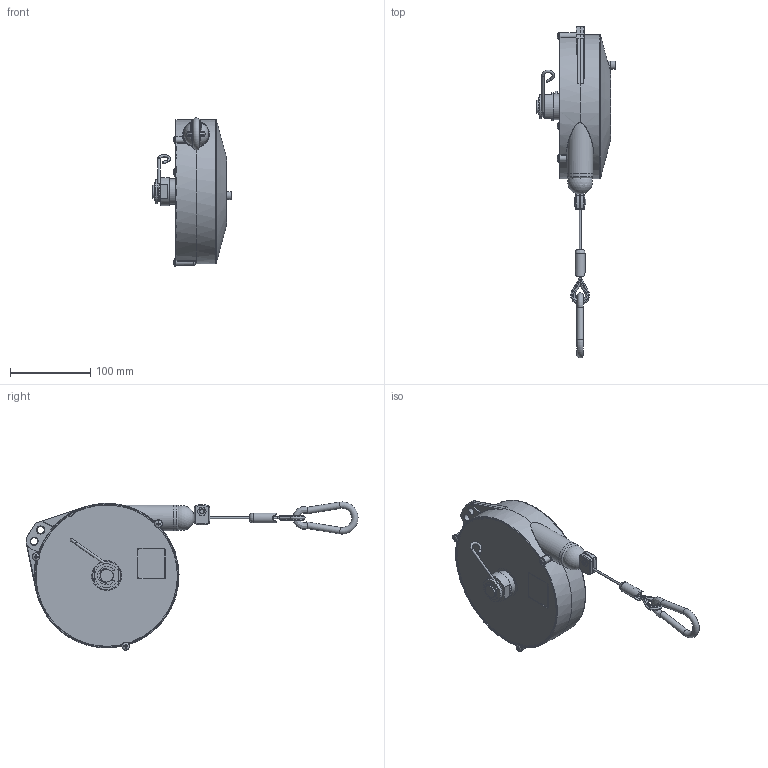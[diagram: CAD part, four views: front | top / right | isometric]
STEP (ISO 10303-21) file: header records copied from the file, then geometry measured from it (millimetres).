
FILE_DESCRIPTION( ( 'Unknown' ), '1' );
FILE_NAME( '9346-47-48-49-50.stp', 'Unknown', ( 'Unknown' ), ( 'Unknown' ), 'PSStep 11.0', 'Unknown', ' ' );
FILE_SCHEMA( ( 'AUTOMOTIVE_DESIGN { 1 0 10303 214 1 1 1 1 }' ) );
Length unit declared in the file: millimetre
Products named in the file (27): 1; 2; 3; 4; 5; 6; 7; 8; 9; 10; 11; 12; 13; 14; 15; 16; 17; 18; 19; 20; 21; 22; 23; 24; 25; 26; 27
Bounding box: 98.2 x 413.09 x 184.41 mm (x, y, z)
Surface area: 146679 mm2 (no closed solid volume)
Topology: 0 solids, 367 shells, 367 faces, 1759 edges, 1689 vertices
Faces by surface type: plane 168, cylinder 88, torus 51, bspline 34, cone 20, sphere 6
Full cylindrical faces by diameter (mm): 2.5 x3, 3 x2, 6 x3, 8 x3, 9 x2, 9.5 x3, 10 x1, 11.2 x1, 12 x1, 12.3 x1, 16 x2, 17 x1, 20 x1, 27 x1, 28.8 x1, 30 x1, 32 x3, 35 x1
Entity records: 30030 total; most frequent: CARTESIAN_POINT 15815, DIRECTION 2919, ORIENTED_EDGE 1664, EDGE_CURVE 1664, VERTEX_POINT 1664, AXIS2_PLACEMENT_3D 1122, CIRCLE 698, LINE 675
